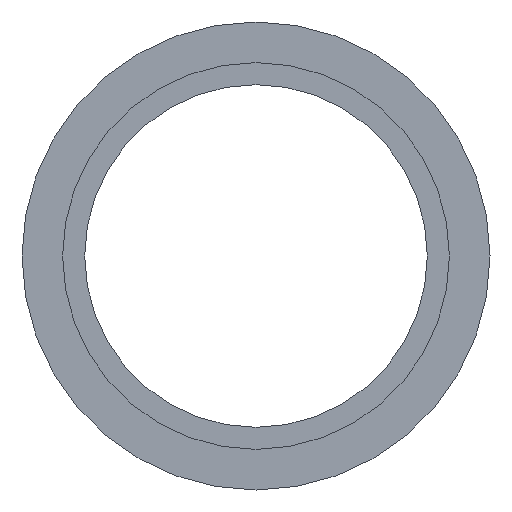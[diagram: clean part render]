
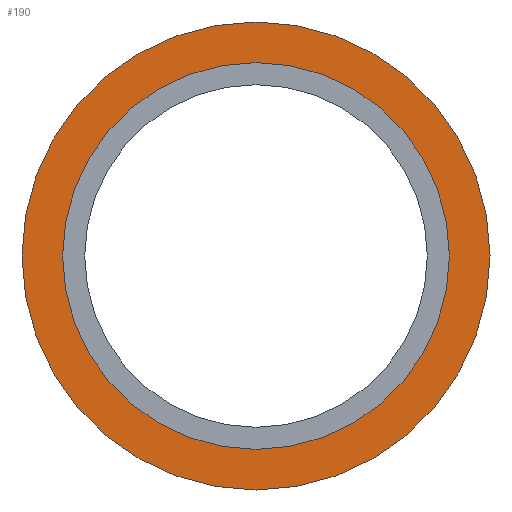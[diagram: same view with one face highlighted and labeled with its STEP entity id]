
A CAD part, front view. The second image highlights one B-rep face of the part: STEP entity #190.
In plain terms, the highlighted planar face has unit normal (0, -1, 0).
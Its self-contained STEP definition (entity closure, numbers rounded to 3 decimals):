
#7 = DIRECTION ( 'NONE',  ( 0., 1., 0. ) ) ;
#24 = CARTESIAN_POINT ( 'NONE',  ( 0., 3.048, 0. ) ) ;
#29 = EDGE_CURVE ( 'NONE', #295, #416, #41, .T. ) ;
#37 = VERTEX_POINT ( 'NONE', #243 ) ;
#39 = CARTESIAN_POINT ( 'NONE',  ( 0., 3.048, 12.7 ) ) ;
#41 = CIRCLE ( 'NONE', #287, 12.7 ) ;
#50 = FACE_OUTER_BOUND ( 'NONE', #307, .T. ) ;
#63 = CIRCLE ( 'NONE', #371, 12.7 ) ;
#76 = ORIENTED_EDGE ( 'NONE', *, *, #197, .F. ) ;
#81 = CIRCLE ( 'NONE', #254, 15.367 ) ;
#85 = ORIENTED_EDGE ( 'NONE', *, *, #411, .F. ) ;
#87 = DIRECTION ( 'NONE',  ( 0., 0., 1. ) ) ;
#94 = DIRECTION ( 'NONE',  ( 0., 0., 1. ) ) ;
#99 = CARTESIAN_POINT ( 'NONE',  ( 0., 3.048, -12.7 ) ) ;
#112 = CIRCLE ( 'NONE', #262, 15.367 ) ;
#117 = DIRECTION ( 'NONE',  ( 0., 0., 1. ) ) ;
#123 = AXIS2_PLACEMENT_3D ( 'NONE', #263, #401, #198 ) ;
#125 = EDGE_CURVE ( 'NONE', #416, #295, #63, .T. ) ;
#163 = EDGE_LOOP ( 'NONE', ( #292, #193 ) ) ;
#190 = ADVANCED_FACE ( 'NONE', ( #394, #50 ), #320, .F. ) ;
#193 = ORIENTED_EDGE ( 'NONE', *, *, #125, .T. ) ;
#197 = EDGE_CURVE ( 'NONE', #37, #200, #81, .T. ) ;
#198 = DIRECTION ( 'NONE',  ( 0., 0., 1. ) ) ;
#200 = VERTEX_POINT ( 'NONE', #357 ) ;
#213 = CARTESIAN_POINT ( 'NONE',  ( 0., 3.048, 0. ) ) ;
#243 = CARTESIAN_POINT ( 'NONE',  ( 0., 3.048, 15.367 ) ) ;
#248 = DIRECTION ( 'NONE',  ( 0., 0., 1. ) ) ;
#254 = AXIS2_PLACEMENT_3D ( 'NONE', #24, #326, #87 ) ;
#262 = AXIS2_PLACEMENT_3D ( 'NONE', #213, #7, #248 ) ;
#263 = CARTESIAN_POINT ( 'NONE',  ( 0., 3.048, 0. ) ) ;
#284 = CARTESIAN_POINT ( 'NONE',  ( 0., 3.048, 0. ) ) ;
#287 = AXIS2_PLACEMENT_3D ( 'NONE', #406, #373, #94 ) ;
#292 = ORIENTED_EDGE ( 'NONE', *, *, #29, .T. ) ;
#295 = VERTEX_POINT ( 'NONE', #99 ) ;
#307 = EDGE_LOOP ( 'NONE', ( #85, #76 ) ) ;
#320 = PLANE ( 'NONE',  #123 ) ;
#326 = DIRECTION ( 'NONE',  ( 0., 1., 0. ) ) ;
#357 = CARTESIAN_POINT ( 'NONE',  ( 0., 3.048, -15.367 ) ) ;
#371 = AXIS2_PLACEMENT_3D ( 'NONE', #284, #423, #117 ) ;
#373 = DIRECTION ( 'NONE',  ( 0., 1., 0. ) ) ;
#394 = FACE_BOUND ( 'NONE', #163, .T. ) ;
#401 = DIRECTION ( 'NONE',  ( 0., 1., 0. ) ) ;
#406 = CARTESIAN_POINT ( 'NONE',  ( 0., 3.048, 0. ) ) ;
#411 = EDGE_CURVE ( 'NONE', #200, #37, #112, .T. ) ;
#416 = VERTEX_POINT ( 'NONE', #39 ) ;
#423 = DIRECTION ( 'NONE',  ( 0., 1., 0. ) ) ;
